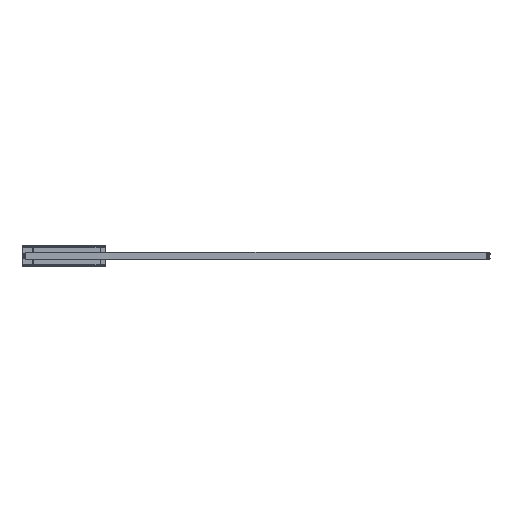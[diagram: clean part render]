
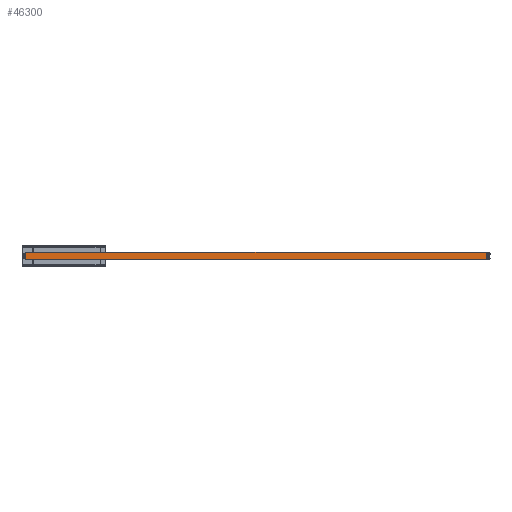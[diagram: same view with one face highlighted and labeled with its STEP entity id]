
A CAD part, front view. The second image highlights one B-rep face of the part: STEP entity #46300.
In plain terms, the highlighted planar face has unit normal (0, -1, 0).
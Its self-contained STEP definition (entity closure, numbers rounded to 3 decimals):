
#2107 = EDGE_CURVE ( 'NONE', #41566, #63088, #54990, .T. ) ;
#3488 = EDGE_CURVE ( 'NONE', #36523, #55636, #47369, .T. ) ;
#4525 = CARTESIAN_POINT ( 'NONE',  ( 731., -4., 11.5 ) ) ;
#4984 = EDGE_CURVE ( 'NONE', #55636, #41566, #49520, .T. ) ;
#6033 = CARTESIAN_POINT ( 'NONE',  ( 731., -4., 11.5 ) ) ;
#7403 = AXIS2_PLACEMENT_3D ( 'NONE', #51962, #18220, #52803 ) ;
#8045 = EDGE_LOOP ( 'NONE', ( #11585, #27791, #58218, #54922 ) ) ;
#10417 = CARTESIAN_POINT ( 'NONE',  ( -731., -4., -11.5 ) ) ;
#11585 = ORIENTED_EDGE ( 'NONE', *, *, #4984, .F. ) ;
#12317 = DIRECTION ( 'NONE',  ( 0., 0., 1. ) ) ;
#13760 = PLANE ( 'NONE',  #7403 ) ;
#16017 = CARTESIAN_POINT ( 'NONE',  ( 731., -4., 11.5 ) ) ;
#18220 = DIRECTION ( 'NONE',  ( 0., 1., 0. ) ) ;
#19456 = CARTESIAN_POINT ( 'NONE',  ( 731., -4., -11.5 ) ) ;
#19736 = LINE ( 'NONE', #37027, #25883 ) ;
#21709 = EDGE_CURVE ( 'NONE', #63088, #36523, #19736, .T. ) ;
#25274 = VECTOR ( 'NONE', #44972, 1000. ) ;
#25883 = VECTOR ( 'NONE', #12317, 1000. ) ;
#27791 = ORIENTED_EDGE ( 'NONE', *, *, #3488, .F. ) ;
#36523 = VERTEX_POINT ( 'NONE', #48565 ) ;
#37027 = CARTESIAN_POINT ( 'NONE',  ( -731., -4., 11.5 ) ) ;
#41566 = VERTEX_POINT ( 'NONE', #19456 ) ;
#42661 = VECTOR ( 'NONE', #47108, 1000. ) ;
#44972 = DIRECTION ( 'NONE',  ( 1., 0., 0. ) ) ;
#45661 = VECTOR ( 'NONE', #49071, 1000. ) ;
#46300 = ADVANCED_FACE ( 'NONE', ( #49713 ), #13760, .F. ) ;
#47108 = DIRECTION ( 'NONE',  ( -1., 0., 0. ) ) ;
#47369 = LINE ( 'NONE', #6033, #25274 ) ;
#48565 = CARTESIAN_POINT ( 'NONE',  ( -731., -4., 11.5 ) ) ;
#49071 = DIRECTION ( 'NONE',  ( 0., 0., -1. ) ) ;
#49520 = LINE ( 'NONE', #4525, #45661 ) ;
#49713 = FACE_OUTER_BOUND ( 'NONE', #8045, .T. ) ;
#51962 = CARTESIAN_POINT ( 'NONE',  ( 731., -4., 11.5 ) ) ;
#52803 = DIRECTION ( 'NONE',  ( 0., 0., 1. ) ) ;
#54922 = ORIENTED_EDGE ( 'NONE', *, *, #2107, .F. ) ;
#54990 = LINE ( 'NONE', #61916, #42661 ) ;
#55636 = VERTEX_POINT ( 'NONE', #16017 ) ;
#58218 = ORIENTED_EDGE ( 'NONE', *, *, #21709, .F. ) ;
#61916 = CARTESIAN_POINT ( 'NONE',  ( 731., -4., -11.5 ) ) ;
#63088 = VERTEX_POINT ( 'NONE', #10417 ) ;
